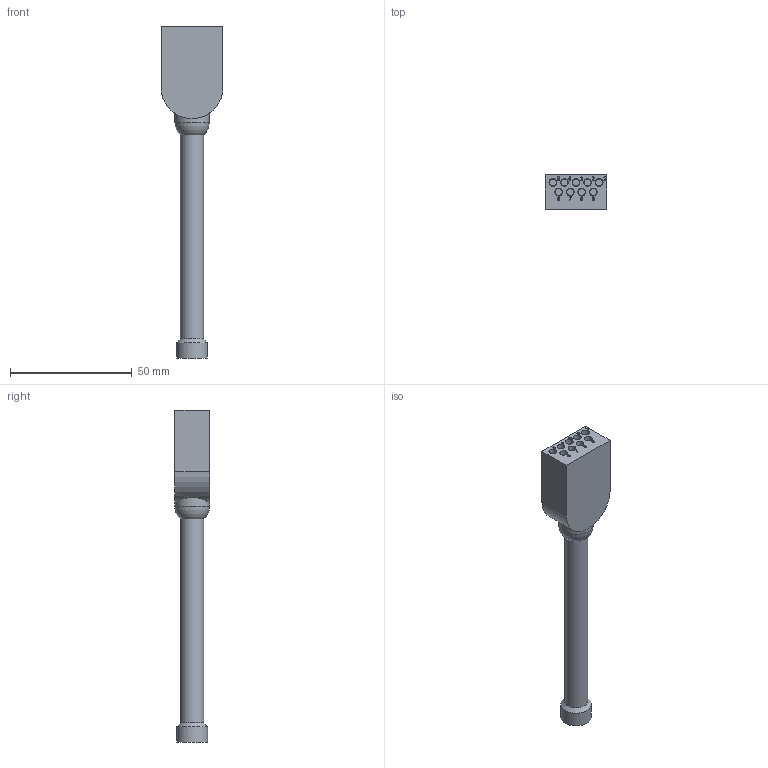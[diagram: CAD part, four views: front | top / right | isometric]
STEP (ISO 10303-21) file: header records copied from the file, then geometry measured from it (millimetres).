
FILE_DESCRIPTION(/* description */ (''),/* implementation_level */ '2;1');
FILE_NAME(/* name */ 'DLPDC9F.stp',/* time_stamp */ '2015-10-06T09:36:24+02:00',/* author */ ('sh'),/* organization */ (''),/* preprocessor_version */ 'ST-DEVELOPER v15.2',/* originating_system */ 'Autodesk Inventor 2014',/* authorisation */ '');
FILE_SCHEMA (('AUTOMOTIVE_DESIGN { 1 0 10303 214 3 1 1 }'));
Length unit declared in the file: inch
Products named in the file (1): DLPDC9F
Bounding box: 25.4 x 14.4 x 136.53 mm (x, y, z)
Volume: 19728.8 mm3; surface area: 9367.6 mm2
Topology: 2 solids, 2 shells, 356 faces, 939 edges, 619 vertices
Faces by surface type: bspline 149, plane 137, cylinder 41, torus 27, sphere 1, cone 1
Full cylindrical faces by diameter (mm): 3.175 x36, 9.525 x1, 12.7 x1, 14.275 x1
Entity records: 13855 total; most frequent: CARTESIAN_POINT 6155, ORIENTED_EDGE 1662, DIRECTION 1028, EDGE_CURVE 831, VERTEX_POINT 579, EDGE_LOOP 456, LINE 450, VECTOR 450
